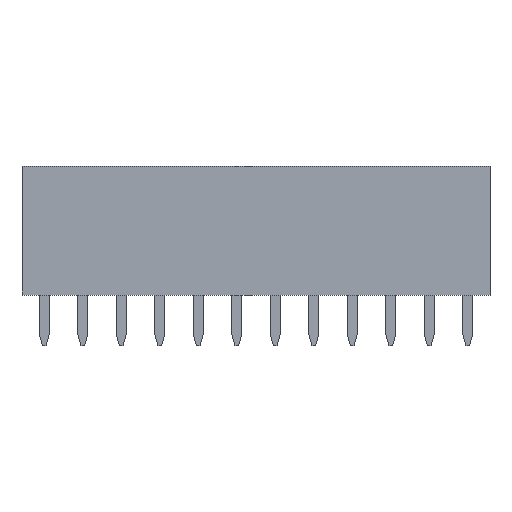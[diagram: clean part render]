
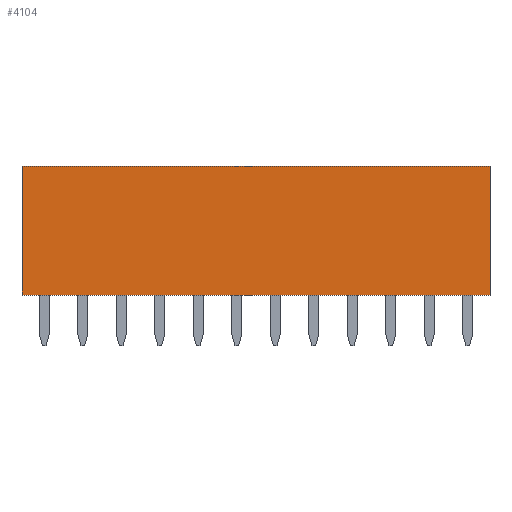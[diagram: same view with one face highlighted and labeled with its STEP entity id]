
A CAD part, front view. The second image highlights one B-rep face of the part: STEP entity #4104.
In plain terms, the highlighted planar face has unit normal (0, -1, 0).
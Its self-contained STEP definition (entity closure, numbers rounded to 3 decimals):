
#282 = ORIENTED_EDGE ( 'NONE', *, *, #3920, .T. ) ;
#419 = EDGE_CURVE ( 'NONE', #770, #5637, #2866, .T. ) ;
#606 = LINE ( 'NONE', #5624, #2756 ) ;
#770 = VERTEX_POINT ( 'NONE', #4903 ) ;
#971 = VERTEX_POINT ( 'NONE', #1067 ) ;
#1025 = ORIENTED_EDGE ( 'NONE', *, *, #1850, .F. ) ;
#1032 = EDGE_LOOP ( 'NONE', ( #1134, #3050, #1025, #282 ) ) ;
#1067 = CARTESIAN_POINT ( 'NONE',  ( 0., 0., 0. ) ) ;
#1117 = DIRECTION ( 'NONE',  ( 0., 0., -1. ) ) ;
#1134 = ORIENTED_EDGE ( 'NONE', *, *, #4077, .T. ) ;
#1224 = VERTEX_POINT ( 'NONE', #3040 ) ;
#1548 = CARTESIAN_POINT ( 'NONE',  ( 0., 0., 8.5 ) ) ;
#1680 = AXIS2_PLACEMENT_3D ( 'NONE', #1548, #4763, #2020 ) ;
#1850 = EDGE_CURVE ( 'NONE', #1224, #770, #3030, .T. ) ;
#2020 = DIRECTION ( 'NONE',  ( 0., 0., 1. ) ) ;
#2452 = PLANE ( 'NONE',  #1680 ) ;
#2617 = FACE_OUTER_BOUND ( 'NONE', #1032, .T. ) ;
#2756 = VECTOR ( 'NONE', #5186, 1000. ) ;
#2799 = VECTOR ( 'NONE', #1117, 1000. ) ;
#2866 = LINE ( 'NONE', #4320, #2799 ) ;
#2980 = LINE ( 'NONE', #4867, #4198 ) ;
#3030 = LINE ( 'NONE', #3196, #5338 ) ;
#3040 = CARTESIAN_POINT ( 'NONE',  ( 0., 0., 8.5 ) ) ;
#3050 = ORIENTED_EDGE ( 'NONE', *, *, #419, .F. ) ;
#3196 = CARTESIAN_POINT ( 'NONE',  ( 0., 0., 8.5 ) ) ;
#3920 = EDGE_CURVE ( 'NONE', #1224, #971, #2980, .T. ) ;
#4077 = EDGE_CURVE ( 'NONE', #971, #5637, #606, .T. ) ;
#4104 = ADVANCED_FACE ( 'NONE', ( #2617 ), #2452, .F. ) ;
#4120 = DIRECTION ( 'NONE',  ( 1., 0., 0. ) ) ;
#4183 = CARTESIAN_POINT ( 'NONE',  ( 30.88, 0., 0. ) ) ;
#4198 = VECTOR ( 'NONE', #5330, 1000. ) ;
#4320 = CARTESIAN_POINT ( 'NONE',  ( 30.88, 0., 8.5 ) ) ;
#4763 = DIRECTION ( 'NONE',  ( 0., 1., 0. ) ) ;
#4867 = CARTESIAN_POINT ( 'NONE',  ( 0., 0., 8.5 ) ) ;
#4903 = CARTESIAN_POINT ( 'NONE',  ( 30.88, 0., 8.5 ) ) ;
#5186 = DIRECTION ( 'NONE',  ( 1., 0., 0. ) ) ;
#5330 = DIRECTION ( 'NONE',  ( 0., 0., -1. ) ) ;
#5338 = VECTOR ( 'NONE', #4120, 1000. ) ;
#5624 = CARTESIAN_POINT ( 'NONE',  ( 0., 0., 0. ) ) ;
#5637 = VERTEX_POINT ( 'NONE', #4183 ) ;
